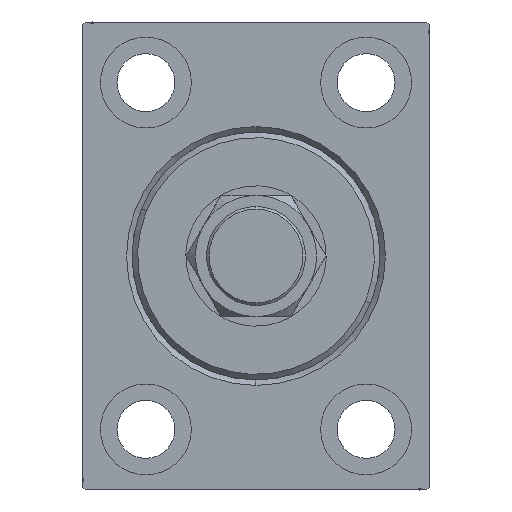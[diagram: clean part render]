
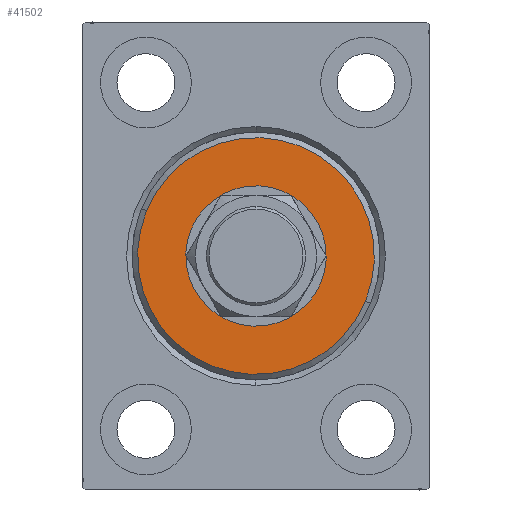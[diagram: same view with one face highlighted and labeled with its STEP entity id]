
A CAD part, left-side view. The second image highlights one B-rep face of the part: STEP entity #41502.
In plain terms, the highlighted face is planar.
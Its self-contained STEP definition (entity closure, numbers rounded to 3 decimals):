
#978 = DIRECTION ( 'NONE',  ( 0., 0., -1. ) ) ;
#1659 = DIRECTION ( 'NONE',  ( 1., 0., 0. ) ) ;
#3106 = CARTESIAN_POINT ( 'NONE',  ( 3., 0., -12.75 ) ) ;
#3615 = EDGE_CURVE ( 'NONE', #24611, #13785, #18473, .T. ) ;
#4606 = ORIENTED_EDGE ( 'NONE', *, *, #3615, .T. ) ;
#4802 = EDGE_CURVE ( 'NONE', #13785, #24611, #44178, .T. ) ;
#5270 = EDGE_CURVE ( 'NONE', #26451, #6437, #32452, .T. ) ;
#5335 = PLANE ( 'NONE',  #24724 ) ;
#6437 = VERTEX_POINT ( 'NONE', #35795 ) ;
#6547 = ORIENTED_EDGE ( 'NONE', *, *, #11022, .T. ) ;
#10914 = CARTESIAN_POINT ( 'NONE',  ( 3., 0., 0. ) ) ;
#11022 = EDGE_CURVE ( 'NONE', #6437, #26451, #12413, .T. ) ;
#11541 = CARTESIAN_POINT ( 'NONE',  ( 3., 0., 0. ) ) ;
#12413 = CIRCLE ( 'NONE', #23405, 21.5 ) ;
#13785 = VERTEX_POINT ( 'NONE', #25479 ) ;
#16338 = AXIS2_PLACEMENT_3D ( 'NONE', #22348, #42771, #35671 ) ;
#18473 = CIRCLE ( 'NONE', #28751, 12.75 ) ;
#20877 = DIRECTION ( 'NONE',  ( 1., 0., 0. ) ) ;
#21449 = EDGE_LOOP ( 'NONE', ( #44246, #6547 ) ) ;
#22348 = CARTESIAN_POINT ( 'NONE',  ( 3., 0., 0. ) ) ;
#23120 = ORIENTED_EDGE ( 'NONE', *, *, #4802, .T. ) ;
#23405 = AXIS2_PLACEMENT_3D ( 'NONE', #10914, #24929, #38934 ) ;
#23652 = AXIS2_PLACEMENT_3D ( 'NONE', #41779, #20877, #27769 ) ;
#24611 = VERTEX_POINT ( 'NONE', #3106 ) ;
#24724 = AXIS2_PLACEMENT_3D ( 'NONE', #11541, #1659, #978 ) ;
#24929 = DIRECTION ( 'NONE',  ( 1., 0., 0. ) ) ;
#25479 = CARTESIAN_POINT ( 'NONE',  ( 3., 0., 12.75 ) ) ;
#26004 = FACE_OUTER_BOUND ( 'NONE', #21449, .T. ) ;
#26451 = VERTEX_POINT ( 'NONE', #41380 ) ;
#27769 = DIRECTION ( 'NONE',  ( 0., 0., -1. ) ) ;
#28751 = AXIS2_PLACEMENT_3D ( 'NONE', #30142, #34050, #36805 ) ;
#29906 = FACE_BOUND ( 'NONE', #37354, .T. ) ;
#30142 = CARTESIAN_POINT ( 'NONE',  ( 3., 0., 0. ) ) ;
#32452 = CIRCLE ( 'NONE', #23652, 21.5 ) ;
#34050 = DIRECTION ( 'NONE',  ( -1., 0., 0. ) ) ;
#35671 = DIRECTION ( 'NONE',  ( 0., 0., -1. ) ) ;
#35795 = CARTESIAN_POINT ( 'NONE',  ( 3., 0., -21.5 ) ) ;
#36805 = DIRECTION ( 'NONE',  ( 0., 0., -1. ) ) ;
#37354 = EDGE_LOOP ( 'NONE', ( #23120, #4606 ) ) ;
#38934 = DIRECTION ( 'NONE',  ( 0., 0., -1. ) ) ;
#41380 = CARTESIAN_POINT ( 'NONE',  ( 3., 0., 21.5 ) ) ;
#41502 = ADVANCED_FACE ( 'NONE', ( #26004, #29906 ), #5335, .T. ) ;
#41779 = CARTESIAN_POINT ( 'NONE',  ( 3., 0., 0. ) ) ;
#42771 = DIRECTION ( 'NONE',  ( -1., 0., 0. ) ) ;
#44178 = CIRCLE ( 'NONE', #16338, 12.75 ) ;
#44246 = ORIENTED_EDGE ( 'NONE', *, *, #5270, .T. ) ;
